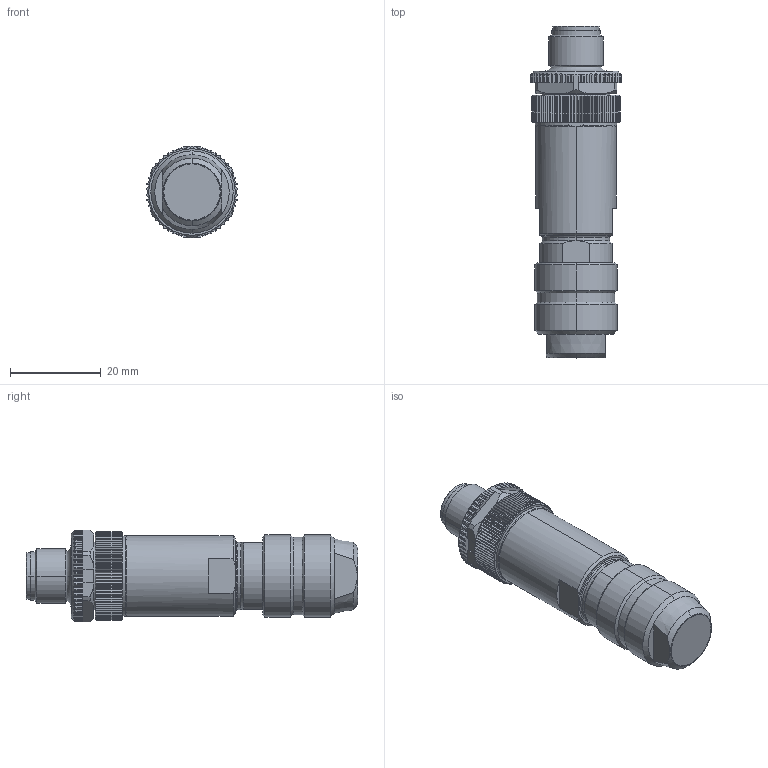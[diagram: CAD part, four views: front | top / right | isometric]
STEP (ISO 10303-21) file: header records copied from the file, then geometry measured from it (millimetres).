
FILE_DESCRIPTION((''),'2;1');
FILE_NAME('CAD-8062','2021-11-24T11:13:10',('creinig-se'),(''),'CREO PARAMETRIC BY PTC INC, 2019292','CREO PARAMETRIC BY PTC INC, 2019292','');
FILE_SCHEMA(('CONFIG_CONTROL_DESIGN','SHAPE_APPEARANCE_LAYERS_GROUPS'));
Length unit declared in the file: millimetre
Products named in the file (1): CAD-8062
Bounding box: 20.16 x 73.1 x 20.2 mm (x, y, z)
Volume: 15930 mm3; surface area: 5278.4 mm2
Topology: 1 solids, 1 shells, 844 faces, 2125 edges, 1286 vertices
Faces by surface type: plane 353, cylinder 239, cone 230, torus 12, sphere 10
Entity records: 33922 total; most frequent: CARTESIAN_POINT 7553, ORIENTED_EDGE 4230, DIRECTION 3842, PRESENTATION_STYLE_ASSIGNMENT 2170, STYLED_ITEM 2116, CURVE_STYLE 2115, EDGE_CURVE 2115, AXIS2_PLACEMENT_3D 1545
